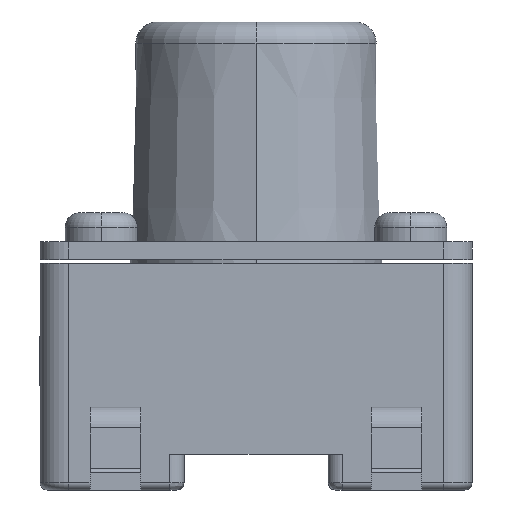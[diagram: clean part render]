
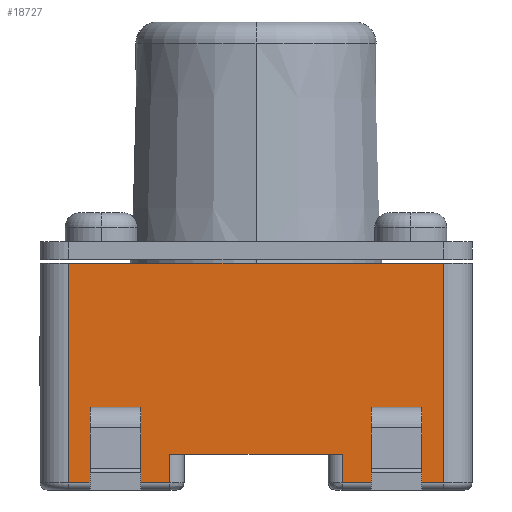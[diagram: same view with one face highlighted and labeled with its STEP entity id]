
A CAD part, left-side view. The second image highlights one B-rep face of the part: STEP entity #18727.
In plain terms, the highlighted planar face has unit normal (-1, 0, 0).
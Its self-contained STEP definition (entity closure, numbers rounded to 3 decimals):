
#107 = CARTESIAN_POINT ( 'NONE',  ( -3., -2.3, 0.65 ) ) ;
#187 = VERTEX_POINT ( 'NONE', #15762 ) ;
#257 = EDGE_CURVE ( 'NONE', #15661, #5171, #18988, .T. ) ;
#300 = VECTOR ( 'NONE', #9913, 1000. ) ;
#476 = CARTESIAN_POINT ( 'NONE',  ( -3., 1.2, -0.4 ) ) ;
#833 = VERTEX_POINT ( 'NONE', #11369 ) ;
#1088 = EDGE_CURVE ( 'NONE', #10409, #5767, #6266, .T. ) ;
#1116 = EDGE_CURVE ( 'NONE', #833, #18689, #20022, .T. ) ;
#1218 = CARTESIAN_POINT ( 'NONE',  ( -3., -2.6, 0.4 ) ) ;
#1424 = DIRECTION ( 'NONE',  ( 0., -1., 0. ) ) ;
#1746 = VECTOR ( 'NONE', #20072, 1000. ) ;
#1844 = ORIENTED_EDGE ( 'NONE', *, *, #7695, .F. ) ;
#2057 = VERTEX_POINT ( 'NONE', #16070 ) ;
#2172 = DIRECTION ( 'NONE',  ( 0., 0., 1. ) ) ;
#2270 = CARTESIAN_POINT ( 'NONE',  ( -3., 1.6, 0.4 ) ) ;
#2288 = DIRECTION ( 'NONE',  ( 0., 0., -1. ) ) ;
#2329 = EDGE_CURVE ( 'NONE', #10302, #19132, #8824, .T. ) ;
#2645 = EDGE_CURVE ( 'NONE', #10608, #5767, #10790, .T. ) ;
#2719 = ORIENTED_EDGE ( 'NONE', *, *, #2645, .T. ) ;
#2803 = VECTOR ( 'NONE', #13713, 1000. ) ;
#2838 = DIRECTION ( 'NONE',  ( 0., 0., -1. ) ) ;
#2953 = VERTEX_POINT ( 'NONE', #18930 ) ;
#3169 = VECTOR ( 'NONE', #12959, 1000. ) ;
#3280 = LINE ( 'NONE', #15910, #13000 ) ;
#3296 = CARTESIAN_POINT ( 'NONE',  ( -3., -2.3, 0. ) ) ;
#3322 = DIRECTION ( 'NONE',  ( 0., 1., 0. ) ) ;
#3824 = LINE ( 'NONE', #6866, #300 ) ;
#3882 = ORIENTED_EDGE ( 'NONE', *, *, #5413, .T. ) ;
#4054 = VECTOR ( 'NONE', #8808, 1000. ) ;
#4128 = CARTESIAN_POINT ( 'NONE',  ( -3., 1.6, 0.4 ) ) ;
#4183 = ORIENTED_EDGE ( 'NONE', *, *, #257, .F. ) ;
#4241 = EDGE_LOOP ( 'NONE', ( #17462, #17615, #12442, #5760, #9145, #5272, #14892, #15001 ) ) ;
#4293 = LINE ( 'NONE', #18157, #17123 ) ;
#4540 = DIRECTION ( 'NONE',  ( 0., 0., 1. ) ) ;
#5129 = CARTESIAN_POINT ( 'NONE',  ( -3., -2.6, 2.65 ) ) ;
#5152 = CARTESIAN_POINT ( 'NONE',  ( -3., 3., 0. ) ) ;
#5171 = VERTEX_POINT ( 'NONE', #107 ) ;
#5272 = ORIENTED_EDGE ( 'NONE', *, *, #13269, .T. ) ;
#5279 = EDGE_LOOP ( 'NONE', ( #8943, #2719, #11120, #8421 ) ) ;
#5336 = EDGE_CURVE ( 'NONE', #19132, #18689, #9059, .T. ) ;
#5413 = EDGE_CURVE ( 'NONE', #15661, #17160, #8959, .T. ) ;
#5684 = AXIS2_PLACEMENT_3D ( 'NONE', #5152, #18495, #4540 ) ;
#5760 = ORIENTED_EDGE ( 'NONE', *, *, #10411, .F. ) ;
#5767 = VERTEX_POINT ( 'NONE', #8095 ) ;
#5873 = ORIENTED_EDGE ( 'NONE', *, *, #13859, .T. ) ;
#6065 = CARTESIAN_POINT ( 'NONE',  ( -3., -2.6, -0.4 ) ) ;
#6221 = CARTESIAN_POINT ( 'NONE',  ( -3., 2.6, 0.65 ) ) ;
#6266 = LINE ( 'NONE', #4128, #4054 ) ;
#6294 = CARTESIAN_POINT ( 'NONE',  ( -3., 1.2, 0. ) ) ;
#6726 = CARTESIAN_POINT ( 'NONE',  ( -3., -1.6, 0.4 ) ) ;
#6826 = VECTOR ( 'NONE', #2838, 1000. ) ;
#6866 = CARTESIAN_POINT ( 'NONE',  ( -3., -2.6, 0.65 ) ) ;
#7620 = CARTESIAN_POINT ( 'NONE',  ( -3., 1.2, -0.4 ) ) ;
#7695 = EDGE_CURVE ( 'NONE', #5171, #9579, #3824, .T. ) ;
#8095 = CARTESIAN_POINT ( 'NONE',  ( -3., 1.6, 0.65 ) ) ;
#8176 = DIRECTION ( 'NONE',  ( 0., -1., 0. ) ) ;
#8421 = ORIENTED_EDGE ( 'NONE', *, *, #15070, .F. ) ;
#8423 = FACE_OUTER_BOUND ( 'NONE', #4241, .T. ) ;
#8489 = EDGE_CURVE ( 'NONE', #18337, #2953, #9408, .T. ) ;
#8808 = DIRECTION ( 'NONE',  ( 0., 0., 1. ) ) ;
#8824 = LINE ( 'NONE', #11991, #2803 ) ;
#8943 = ORIENTED_EDGE ( 'NONE', *, *, #15573, .T. ) ;
#8959 = LINE ( 'NONE', #1218, #11036 ) ;
#9059 = LINE ( 'NONE', #16914, #6826 ) ;
#9145 = ORIENTED_EDGE ( 'NONE', *, *, #8489, .F. ) ;
#9256 = CARTESIAN_POINT ( 'NONE',  ( -3., 2.3, 0. ) ) ;
#9408 = LINE ( 'NONE', #7620, #14960 ) ;
#9571 = CARTESIAN_POINT ( 'NONE',  ( -3., -2.3, 0.4 ) ) ;
#9579 = VERTEX_POINT ( 'NONE', #19945 ) ;
#9819 = CARTESIAN_POINT ( 'NONE',  ( -3., 2.6, 0.65 ) ) ;
#9840 = VECTOR ( 'NONE', #12480, 1000. ) ;
#9913 = DIRECTION ( 'NONE',  ( 0., 1., 0. ) ) ;
#9941 = CARTESIAN_POINT ( 'NONE',  ( -3., -1.2, -0.4 ) ) ;
#10302 = VERTEX_POINT ( 'NONE', #6294 ) ;
#10409 = VERTEX_POINT ( 'NONE', #2270 ) ;
#10411 = EDGE_CURVE ( 'NONE', #2953, #2057, #14613, .T. ) ;
#10527 = CARTESIAN_POINT ( 'NONE',  ( -3., 2.3, 0.65 ) ) ;
#10532 = VECTOR ( 'NONE', #12374, 1000. ) ;
#10608 = VERTEX_POINT ( 'NONE', #10527 ) ;
#10790 = LINE ( 'NONE', #6221, #14833 ) ;
#10791 = LINE ( 'NONE', #9256, #16132 ) ;
#11036 = VECTOR ( 'NONE', #3322, 1000. ) ;
#11120 = ORIENTED_EDGE ( 'NONE', *, *, #1088, .F. ) ;
#11369 = CARTESIAN_POINT ( 'NONE',  ( -3., -2.6, -0.4 ) ) ;
#11541 = VERTEX_POINT ( 'NONE', #5129 ) ;
#11843 = DIRECTION ( 'NONE',  ( 0., 0., 1. ) ) ;
#11947 = EDGE_CURVE ( 'NONE', #2057, #11541, #15349, .T. ) ;
#11991 = CARTESIAN_POINT ( 'NONE',  ( -3., 1.2, 0. ) ) ;
#12307 = DIRECTION ( 'NONE',  ( 0., 1., 0. ) ) ;
#12374 = DIRECTION ( 'NONE',  ( 0., 1., 0. ) ) ;
#12442 = ORIENTED_EDGE ( 'NONE', *, *, #11947, .F. ) ;
#12480 = DIRECTION ( 'NONE',  ( 0., 0., 1. ) ) ;
#12738 = LINE ( 'NONE', #16472, #15834 ) ;
#12926 = CARTESIAN_POINT ( 'NONE',  ( -3., -1.2, 0. ) ) ;
#12959 = DIRECTION ( 'NONE',  ( 0., 0., 1. ) ) ;
#13000 = VECTOR ( 'NONE', #8176, 1000. ) ;
#13269 = EDGE_CURVE ( 'NONE', #18337, #10302, #4293, .T. ) ;
#13713 = DIRECTION ( 'NONE',  ( 0., -1., 0. ) ) ;
#13859 = EDGE_CURVE ( 'NONE', #17160, #9579, #14459, .T. ) ;
#13916 = CARTESIAN_POINT ( 'NONE',  ( -3., 2.6, 2.65 ) ) ;
#14176 = CARTESIAN_POINT ( 'NONE',  ( -3., -1.6, 0.4 ) ) ;
#14308 = PLANE ( 'NONE',  #5684 ) ;
#14412 = FACE_BOUND ( 'NONE', #5279, .T. ) ;
#14459 = LINE ( 'NONE', #6726, #3169 ) ;
#14613 = LINE ( 'NONE', #9819, #19329 ) ;
#14833 = VECTOR ( 'NONE', #1424, 1000. ) ;
#14892 = ORIENTED_EDGE ( 'NONE', *, *, #2329, .T. ) ;
#14960 = VECTOR ( 'NONE', #12307, 1000. ) ;
#15001 = ORIENTED_EDGE ( 'NONE', *, *, #5336, .T. ) ;
#15070 = EDGE_CURVE ( 'NONE', #187, #10409, #3280, .T. ) ;
#15349 = LINE ( 'NONE', #13916, #1746 ) ;
#15472 = DIRECTION ( 'NONE',  ( 0., 0., 1. ) ) ;
#15573 = EDGE_CURVE ( 'NONE', #187, #10608, #10791, .T. ) ;
#15661 = VERTEX_POINT ( 'NONE', #9571 ) ;
#15762 = CARTESIAN_POINT ( 'NONE',  ( -3., 2.3, 0.4 ) ) ;
#15834 = VECTOR ( 'NONE', #2288, 1000. ) ;
#15910 = CARTESIAN_POINT ( 'NONE',  ( -3., 2.6, 0.4 ) ) ;
#16070 = CARTESIAN_POINT ( 'NONE',  ( -3., 2.6, 2.65 ) ) ;
#16132 = VECTOR ( 'NONE', #15472, 1000. ) ;
#16472 = CARTESIAN_POINT ( 'NONE',  ( -3., -2.6, 2.65 ) ) ;
#16914 = CARTESIAN_POINT ( 'NONE',  ( -3., -1.2, 0. ) ) ;
#17055 = EDGE_LOOP ( 'NONE', ( #1844, #4183, #3882, #5873 ) ) ;
#17123 = VECTOR ( 'NONE', #11843, 1000. ) ;
#17160 = VERTEX_POINT ( 'NONE', #14176 ) ;
#17462 = ORIENTED_EDGE ( 'NONE', *, *, #1116, .F. ) ;
#17615 = ORIENTED_EDGE ( 'NONE', *, *, #17784, .F. ) ;
#17784 = EDGE_CURVE ( 'NONE', #11541, #833, #12738, .T. ) ;
#18157 = CARTESIAN_POINT ( 'NONE',  ( -3., 1.2, -0.4 ) ) ;
#18337 = VERTEX_POINT ( 'NONE', #476 ) ;
#18495 = DIRECTION ( 'NONE',  ( -1., 0., 0. ) ) ;
#18689 = VERTEX_POINT ( 'NONE', #9941 ) ;
#18727 = ADVANCED_FACE ( 'NONE', ( #8423, #14412, #19119 ), #14308, .T. ) ;
#18930 = CARTESIAN_POINT ( 'NONE',  ( -3., 2.6, -0.4 ) ) ;
#18988 = LINE ( 'NONE', #3296, #9840 ) ;
#19119 = FACE_BOUND ( 'NONE', #17055, .T. ) ;
#19132 = VERTEX_POINT ( 'NONE', #12926 ) ;
#19329 = VECTOR ( 'NONE', #2172, 1000. ) ;
#19945 = CARTESIAN_POINT ( 'NONE',  ( -3., -1.6, 0.65 ) ) ;
#20022 = LINE ( 'NONE', #6065, #10532 ) ;
#20072 = DIRECTION ( 'NONE',  ( 0., -1., 0. ) ) ;
